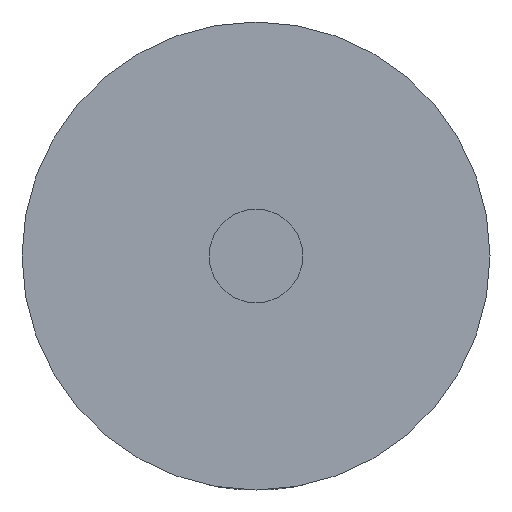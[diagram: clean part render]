
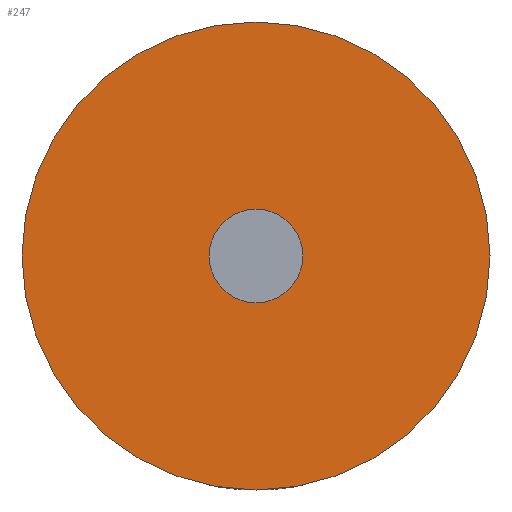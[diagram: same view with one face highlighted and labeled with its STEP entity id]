
A CAD part, front view. The second image highlights one B-rep face of the part: STEP entity #247.
In plain terms, the highlighted planar face has unit normal (0, -1, 0).
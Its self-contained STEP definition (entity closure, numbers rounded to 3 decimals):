
#9 = CARTESIAN_POINT ( 'NONE',  ( 0., 0., 0. ) ) ;
#11 = DIRECTION ( 'NONE',  ( 0., 0., -1. ) ) ;
#24 = DIRECTION ( 'NONE',  ( 0., 1., 0. ) ) ;
#26 = CARTESIAN_POINT ( 'NONE',  ( 0., 0., 0. ) ) ;
#27 = ORIENTED_EDGE ( 'NONE', *, *, #251, .F. ) ;
#29 = FACE_OUTER_BOUND ( 'NONE', #382, .T. ) ;
#61 = CIRCLE ( 'NONE', #179, 125. ) ;
#67 = PLANE ( 'NONE',  #183 ) ;
#68 = CIRCLE ( 'NONE', #446, 25. ) ;
#83 = DIRECTION ( 'NONE',  ( 0., 1., 0. ) ) ;
#91 = AXIS2_PLACEMENT_3D ( 'NONE', #194, #337, #223 ) ;
#149 = CARTESIAN_POINT ( 'NONE',  ( 0., 0., -125. ) ) ;
#156 = CARTESIAN_POINT ( 'NONE',  ( 0., 0., 25. ) ) ;
#170 = VERTEX_POINT ( 'NONE', #405 ) ;
#174 = CARTESIAN_POINT ( 'NONE',  ( 0., 0., 0. ) ) ;
#179 = AXIS2_PLACEMENT_3D ( 'NONE', #406, #83, #227 ) ;
#183 = AXIS2_PLACEMENT_3D ( 'NONE', #174, #308, #314 ) ;
#193 = CIRCLE ( 'NONE', #91, 25. ) ;
#194 = CARTESIAN_POINT ( 'NONE',  ( 0., 0., 0. ) ) ;
#218 = AXIS2_PLACEMENT_3D ( 'NONE', #26, #24, #239 ) ;
#223 = DIRECTION ( 'NONE',  ( 0., 0., -1. ) ) ;
#227 = DIRECTION ( 'NONE',  ( 0., 0., 1. ) ) ;
#239 = DIRECTION ( 'NONE',  ( 0., 0., 1. ) ) ;
#247 = ADVANCED_FACE ( 'NONE', ( #354, #29 ), #67, .F. ) ;
#251 = EDGE_CURVE ( 'NONE', #170, #311, #469, .T. ) ;
#308 = DIRECTION ( 'NONE',  ( 0., 1., 0. ) ) ;
#310 = VERTEX_POINT ( 'NONE', #156 ) ;
#311 = VERTEX_POINT ( 'NONE', #149 ) ;
#314 = DIRECTION ( 'NONE',  ( 0., 0., 1. ) ) ;
#315 = ORIENTED_EDGE ( 'NONE', *, *, #387, .F. ) ;
#326 = EDGE_CURVE ( 'NONE', #394, #310, #68, .T. ) ;
#337 = DIRECTION ( 'NONE',  ( 0., -1., 0. ) ) ;
#352 = ORIENTED_EDGE ( 'NONE', *, *, #326, .F. ) ;
#354 = FACE_BOUND ( 'NONE', #391, .T. ) ;
#359 = ORIENTED_EDGE ( 'NONE', *, *, #438, .F. ) ;
#368 = CARTESIAN_POINT ( 'NONE',  ( 0., 0., -25. ) ) ;
#382 = EDGE_LOOP ( 'NONE', ( #315, #27 ) ) ;
#387 = EDGE_CURVE ( 'NONE', #311, #170, #61, .T. ) ;
#391 = EDGE_LOOP ( 'NONE', ( #359, #352 ) ) ;
#394 = VERTEX_POINT ( 'NONE', #368 ) ;
#405 = CARTESIAN_POINT ( 'NONE',  ( 0., 0., 125. ) ) ;
#406 = CARTESIAN_POINT ( 'NONE',  ( 0., 0., 0. ) ) ;
#438 = EDGE_CURVE ( 'NONE', #310, #394, #193, .T. ) ;
#440 = DIRECTION ( 'NONE',  ( 0., -1., 0. ) ) ;
#446 = AXIS2_PLACEMENT_3D ( 'NONE', #9, #440, #11 ) ;
#469 = CIRCLE ( 'NONE', #218, 125. ) ;
